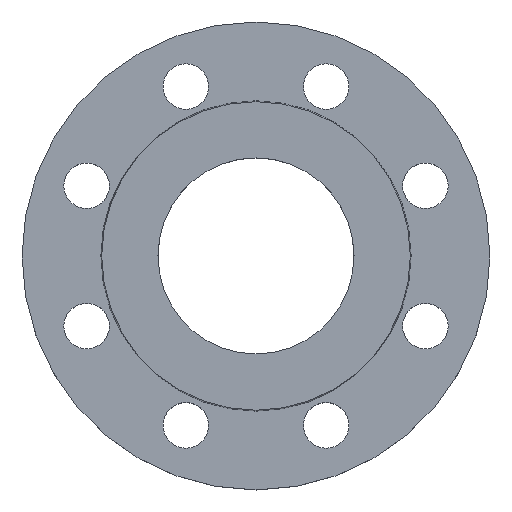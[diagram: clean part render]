
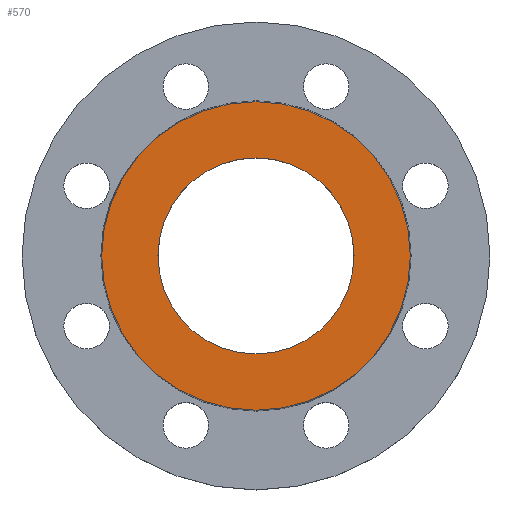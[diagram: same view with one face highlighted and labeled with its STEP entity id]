
A CAD part, top view. The second image highlights one B-rep face of the part: STEP entity #570.
In plain terms, the highlighted planar face has unit normal (0, 0, 1).
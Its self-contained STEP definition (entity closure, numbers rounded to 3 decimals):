
#13 = AXIS2_PLACEMENT_3D ( 'NONE', #373, #374, #375 ) ;
#19 = AXIS2_PLACEMENT_3D ( 'NONE', #290, #332, #331 ) ;
#60 = EDGE_CURVE ( 'NONE', #745, #805, #600, .T. ) ;
#77 = CARTESIAN_POINT ( 'NONE',  ( 61., 0., 0. ) ) ;
#82 = CARTESIAN_POINT ( 'NONE',  ( -61., 0., 0. ) ) ;
#88 = CARTESIAN_POINT ( 'NONE',  ( -38.75, 0., 0. ) ) ;
#101 = DIRECTION ( 'NONE',  ( -1., 0., 0. ) ) ;
#103 = DIRECTION ( 'NONE',  ( 0., 0., -1. ) ) ;
#104 = CARTESIAN_POINT ( 'NONE',  ( 0., 0., 0. ) ) ;
#109 = CARTESIAN_POINT ( 'NONE',  ( 38.75, 0., 0. ) ) ;
#180 = CIRCLE ( 'NONE', #618, 38.75 ) ;
#201 = DIRECTION ( 'NONE',  ( 1., 0., 0. ) ) ;
#202 = DIRECTION ( 'NONE',  ( 0., 0., 1. ) ) ;
#203 = CARTESIAN_POINT ( 'NONE',  ( 0., 0., 0. ) ) ;
#204 = PLANE ( 'NONE',  #577 ) ;
#205 = FACE_OUTER_BOUND ( 'NONE', #842, .T. ) ;
#207 = FACE_BOUND ( 'NONE', #632, .T. ) ;
#227 = CIRCLE ( 'NONE', #607, 61. ) ;
#290 = CARTESIAN_POINT ( 'NONE',  ( 0., 0., 0. ) ) ;
#331 = DIRECTION ( 'NONE',  ( -1., 0., 0. ) ) ;
#332 = DIRECTION ( 'NONE',  ( 0., 0., -1. ) ) ;
#373 = CARTESIAN_POINT ( 'NONE',  ( 0., 0., 0. ) ) ;
#374 = DIRECTION ( 'NONE',  ( 0., 0., -1. ) ) ;
#375 = DIRECTION ( 'NONE',  ( -1., 0., 0. ) ) ;
#381 = EDGE_CURVE ( 'NONE', #823, #833, #227, .T. ) ;
#395 = EDGE_CURVE ( 'NONE', #833, #823, #847, .T. ) ;
#570 = ADVANCED_FACE ( 'NONE', ( #207, #205 ), #204, .T. ) ;
#577 = AXIS2_PLACEMENT_3D ( 'NONE', #203, #202, #201 ) ;
#582 = CARTESIAN_POINT ( 'NONE',  ( 0., 0., 0. ) ) ;
#589 = DIRECTION ( 'NONE',  ( -1., 0., 0. ) ) ;
#590 = DIRECTION ( 'NONE',  ( 0., 0., -1. ) ) ;
#600 = CIRCLE ( 'NONE', #13, 38.75 ) ;
#607 = AXIS2_PLACEMENT_3D ( 'NONE', #582, #590, #589 ) ;
#618 = AXIS2_PLACEMENT_3D ( 'NONE', #104, #103, #101 ) ;
#632 = EDGE_LOOP ( 'NONE', ( #725, #726 ) ) ;
#725 = ORIENTED_EDGE ( 'NONE', *, *, #765, .T. ) ;
#726 = ORIENTED_EDGE ( 'NONE', *, *, #60, .T. ) ;
#727 = ORIENTED_EDGE ( 'NONE', *, *, #381, .F. ) ;
#728 = ORIENTED_EDGE ( 'NONE', *, *, #395, .F. ) ;
#745 = VERTEX_POINT ( 'NONE', #109 ) ;
#765 = EDGE_CURVE ( 'NONE', #805, #745, #180, .T. ) ;
#805 = VERTEX_POINT ( 'NONE', #88 ) ;
#823 = VERTEX_POINT ( 'NONE', #82 ) ;
#833 = VERTEX_POINT ( 'NONE', #77 ) ;
#842 = EDGE_LOOP ( 'NONE', ( #727, #728 ) ) ;
#847 = CIRCLE ( 'NONE', #19, 61. ) ;
